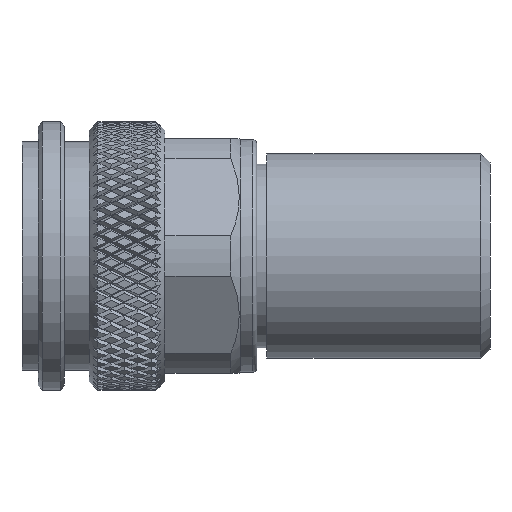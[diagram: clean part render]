
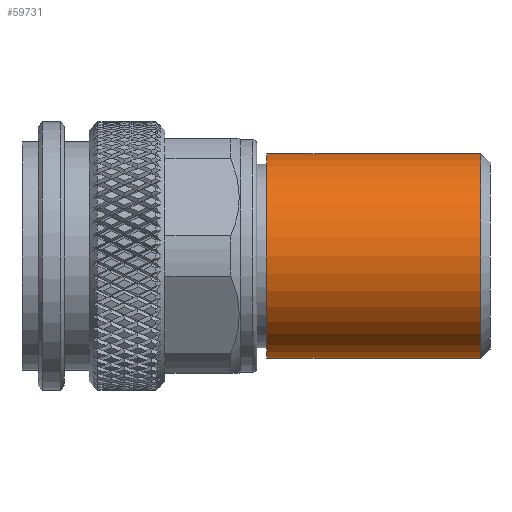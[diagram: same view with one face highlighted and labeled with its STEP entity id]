
A CAD part, front view. The second image highlights one B-rep face of the part: STEP entity #59731.
In plain terms, the highlighted cylindrical face has radius 6.1 mm (diameter 12.2 mm), a full revolution.
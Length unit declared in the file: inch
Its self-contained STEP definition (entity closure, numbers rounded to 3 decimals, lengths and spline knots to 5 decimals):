
#3192 = AXIS2_PLACEMENT_3D ( 'NONE', #5525, #46108, #36058 ) ;
#4355 = CARTESIAN_POINT ( 'NONE',  ( 1.07642, 0., -0.24016 ) ) ;
#5374 = FACE_OUTER_BOUND ( 'NONE', #20866, .T. ) ;
#5525 = CARTESIAN_POINT ( 'NONE',  ( 1.07642, 0., 0. ) ) ;
#5956 = EDGE_CURVE ( 'NONE', #33312, #33312, #55576, .T. ) ;
#5971 = DIRECTION ( 'NONE',  ( 0., 0., -1. ) ) ;
#11984 = AXIS2_PLACEMENT_3D ( 'NONE', #43519, #13507, #48561 ) ;
#12850 = EDGE_LOOP ( 'NONE', ( #52442 ) ) ;
#13507 = DIRECTION ( 'NONE',  ( 1., 0., 0. ) ) ;
#13650 = VERTEX_POINT ( 'NONE', #40367 ) ;
#16467 = FACE_OUTER_BOUND ( 'NONE', #12850, .T. ) ;
#20866 = EDGE_LOOP ( 'NONE', ( #59078 ) ) ;
#25072 = CYLINDRICAL_SURFACE ( 'NONE', #53918, 0.24016 ) ;
#26206 = CARTESIAN_POINT ( 'NONE',  ( 1.09843, 0., 0. ) ) ;
#27129 = EDGE_CURVE ( 'NONE', #13650, #13650, #35628, .T. ) ;
#33312 = VERTEX_POINT ( 'NONE', #4355 ) ;
#35628 = CIRCLE ( 'NONE', #11984, 0.24016 ) ;
#36058 = DIRECTION ( 'NONE',  ( 0., 0., -1. ) ) ;
#36487 = DIRECTION ( 'NONE',  ( 1., 0., 0. ) ) ;
#40367 = CARTESIAN_POINT ( 'NONE',  ( 0.57462, 0., -0.24016 ) ) ;
#43519 = CARTESIAN_POINT ( 'NONE',  ( 0.57462, 0., 0. ) ) ;
#46108 = DIRECTION ( 'NONE',  ( 1., 0., 0. ) ) ;
#48561 = DIRECTION ( 'NONE',  ( 0., 0., -1. ) ) ;
#52442 = ORIENTED_EDGE ( 'NONE', *, *, #27129, .T. ) ;
#53918 = AXIS2_PLACEMENT_3D ( 'NONE', #26206, #36487, #5971 ) ;
#55576 = CIRCLE ( 'NONE', #3192, 0.24016 ) ;
#59078 = ORIENTED_EDGE ( 'NONE', *, *, #5956, .F. ) ;
#59731 = ADVANCED_FACE ( 'NONE', ( #16467, #5374 ), #25072, .T. ) ;
